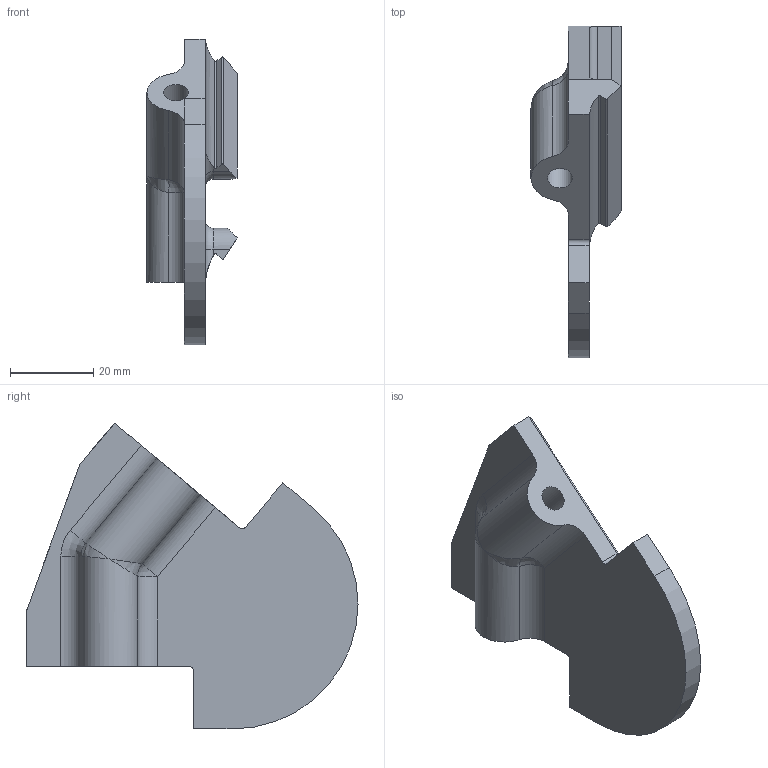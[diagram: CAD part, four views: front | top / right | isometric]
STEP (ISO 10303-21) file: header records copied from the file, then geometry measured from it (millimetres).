
FILE_DESCRIPTION(/* description */ (''),/* implementation_level */ '2;1');
FILE_NAME(/* name */ '969a5d00-683d-409f-8e05-28c9644aaad0.stp',/* time_stamp */ '2019-04-16T02:21:06+00:00',/* author */ (''),/* organization */ (''),/* preprocessor_version */ 'ST-DEVELOPER v18',/* originating_system */ 'Autodesk Translation Framework v8.2.0.1029',/* authorisation */ '');
FILE_SCHEMA (('AUTOMOTIVE_DESIGN { 1 0 10303 214 3 1 1 }'));
Length unit declared in the file: millimetre
Products named in the file (1): stay joint
Bounding box: 21.68 x 79.78 x 73.49 mm (x, y, z)
Volume: 26809.5 mm3; surface area: 11026.8 mm2
Topology: 1 solids, 1 shells, 53 faces, 135 edges, 84 vertices
Faces by surface type: plane 24, cylinder 23, bspline 3, torus 2, sphere 1
Full cylindrical faces by diameter (mm): 6 x2
Entity records: 1684 total; most frequent: CARTESIAN_POINT 370, DIRECTION 278, ORIENTED_EDGE 266, EDGE_CURVE 133, AXIS2_PLACEMENT_3D 100, VERTEX_POINT 84, LINE 78, VECTOR 78
